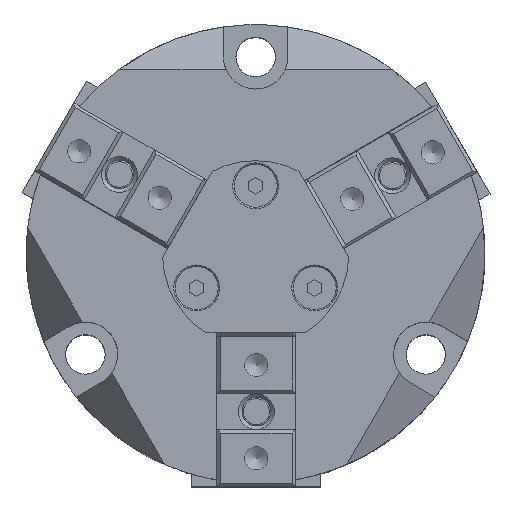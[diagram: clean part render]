
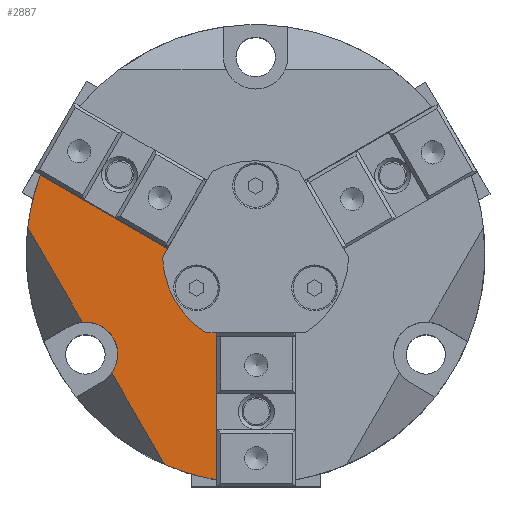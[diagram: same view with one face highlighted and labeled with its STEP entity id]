
A CAD part, top view. The second image highlights one B-rep face of the part: STEP entity #2887.
In plain terms, the highlighted planar face has unit normal (0, 0, 1).
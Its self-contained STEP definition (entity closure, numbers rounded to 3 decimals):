
#144=LINE('',#5012,#375);
#146=LINE('',#5019,#377);
#148=LINE('',#5030,#379);
#149=LINE('',#5034,#380);
#375=VECTOR('',#3758,10.);
#377=VECTOR('',#3764,10.);
#379=VECTOR('',#3776,10.);
#380=VECTOR('',#3779,10.);
#690=FACE_BOUND('',#1021,.T.);
#794=FACE_OUTER_BOUND('',#1020,.T.);
#1020=EDGE_LOOP('',(#2167,#2168,#2169,#2170,#2171,#2172,#2173,#2174));
#1021=EDGE_LOOP('',(#2175));
#1227=CIRCLE('',#3233,1.23);
#1236=CIRCLE('',#3259,4.5);
#1237=CIRCLE('',#3260,32.);
#1238=CIRCLE('',#3261,7.);
#1239=CIRCLE('',#3262,32.);
#1382=VERTEX_POINT('',#4945);
#1407=VERTEX_POINT('',#5008);
#1409=VERTEX_POINT('',#5011);
#1411=VERTEX_POINT('',#5017);
#1412=VERTEX_POINT('',#5018);
#1415=VERTEX_POINT('',#5027);
#1416=VERTEX_POINT('',#5029);
#1417=VERTEX_POINT('',#5031);
#1418=VERTEX_POINT('',#5033);
#1675=EDGE_CURVE('',#1382,#1382,#1227,.T.);
#1705=EDGE_CURVE('',#1409,#1407,#144,.T.);
#1708=EDGE_CURVE('',#1411,#1412,#146,.T.);
#1712=EDGE_CURVE('',#1412,#1409,#1236,.T.);
#1713=EDGE_CURVE('',#1407,#1415,#1237,.T.);
#1714=EDGE_CURVE('',#1415,#1416,#148,.T.);
#1715=EDGE_CURVE('',#1416,#1417,#1238,.T.);
#1716=EDGE_CURVE('',#1417,#1418,#149,.T.);
#1717=EDGE_CURVE('',#1418,#1411,#1239,.T.);
#2167=ORIENTED_EDGE('',*,*,#1708,.T.);
#2168=ORIENTED_EDGE('',*,*,#1712,.T.);
#2169=ORIENTED_EDGE('',*,*,#1705,.T.);
#2170=ORIENTED_EDGE('',*,*,#1713,.T.);
#2171=ORIENTED_EDGE('',*,*,#1714,.T.);
#2172=ORIENTED_EDGE('',*,*,#1715,.T.);
#2173=ORIENTED_EDGE('',*,*,#1716,.T.);
#2174=ORIENTED_EDGE('',*,*,#1717,.T.);
#2175=ORIENTED_EDGE('',*,*,#1675,.T.);
#2742=PLANE('',#3258);
#2887=ADVANCED_FACE('',(#794,#690),#2742,.T.);
#3233=AXIS2_PLACEMENT_3D('',#4946,#3698,#3699);
#3258=AXIS2_PLACEMENT_3D('',#5025,#3770,#3771);
#3259=AXIS2_PLACEMENT_3D('',#5026,#3772,#3773);
#3260=AXIS2_PLACEMENT_3D('',#5028,#3774,#3775);
#3261=AXIS2_PLACEMENT_3D('',#5032,#3777,#3778);
#3262=AXIS2_PLACEMENT_3D('',#5035,#3780,#3781);
#3698=DIRECTION('center_axis',(0.,0.,-1.));
#3699=DIRECTION('ref_axis',(1.,0.,0.));
#3758=DIRECTION('',(0.5,-0.866,0.));
#3764=DIRECTION('',(0.5,-0.866,0.));
#3770=DIRECTION('center_axis',(0.,0.,1.));
#3771=DIRECTION('ref_axis',(1.,0.,0.));
#3772=DIRECTION('center_axis',(0.,0.,-1.));
#3773=DIRECTION('ref_axis',(0.508,-0.861,0.));
#3774=DIRECTION('center_axis',(0.,0.,1.));
#3775=DIRECTION('ref_axis',(-1.,0.,0.));
#3776=DIRECTION('',(0.,1.,0.));
#3777=DIRECTION('center_axis',(0.,0.,-1.));
#3778=DIRECTION('ref_axis',(1.,0.,0.));
#3779=DIRECTION('',(-0.866,0.5,0.));
#3780=DIRECTION('center_axis',(0.,0.,1.));
#3781=DIRECTION('ref_axis',(-1.,0.,0.));
#4945=CARTESIAN_POINT('',(-7.021,-4.75,51.));
#4946=CARTESIAN_POINT('Origin',(-8.25,-4.75,51.));
#5008=CARTESIAN_POINT('',(-12.696,-29.374,51.));
#5011=CARTESIAN_POINT('',(-20.074,-16.595,51.));
#5012=CARTESIAN_POINT('',(-22.241,-12.841,51.));
#5017=CARTESIAN_POINT('',(-31.786,3.692,51.));
#5018=CARTESIAN_POINT('',(-24.159,-9.519,51.));
#5019=CARTESIAN_POINT('',(-22.191,-12.928,51.));
#5025=CARTESIAN_POINT('Origin',(0.,0.,
51.));
#5026=CARTESIAN_POINT('Origin',(-23.75,-14.,51.));
#5027=CARTESIAN_POINT('',(-5.5,-31.524,51.));
#5028=CARTESIAN_POINT('Origin',(0.,0.,51.));
#5029=CARTESIAN_POINT('',(-5.5,-4.33,51.));
#5030=CARTESIAN_POINT('',(-5.5,0.,51.));
#5031=CARTESIAN_POINT('',(-6.5,-2.598,51.));
#5032=CARTESIAN_POINT('Origin',(0.,0.,51.));
#5033=CARTESIAN_POINT('',(-30.05,10.999,51.));
#5034=CARTESIAN_POINT('',(-2.75,-4.763,51.));
#5035=CARTESIAN_POINT('Origin',(0.,0.,51.));
